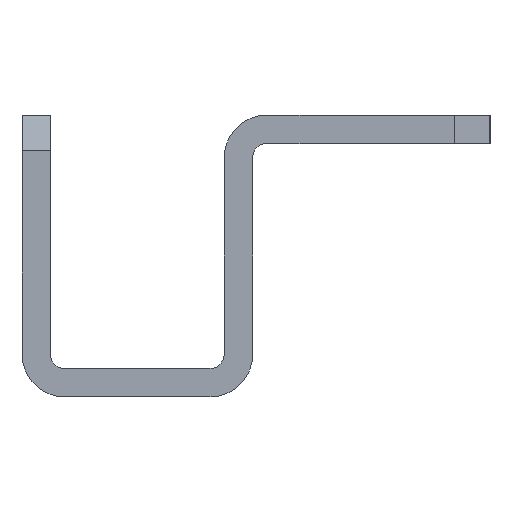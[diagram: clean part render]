
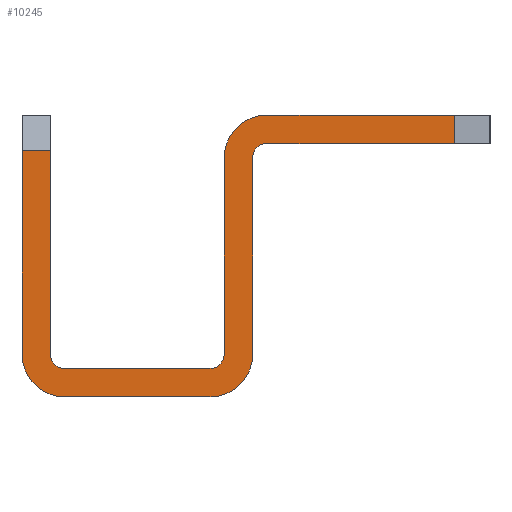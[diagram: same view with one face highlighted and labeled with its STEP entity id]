
A CAD part, left-side view. The second image highlights one B-rep face of the part: STEP entity #10245.
In plain terms, the highlighted planar face has unit normal (-1, 0, 0).
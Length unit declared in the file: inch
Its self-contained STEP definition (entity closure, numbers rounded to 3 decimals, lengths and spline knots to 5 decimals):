
#8892=CARTESIAN_POINT('',(-17.375,0.486,0.18));
#8893=VERTEX_POINT('',#8892);
#8900=CARTESIAN_POINT('',(-17.375,0.486,1.038));
#8901=VERTEX_POINT('',#8900);
#8902=CARTESIAN_POINT('',(-17.375,0.486,0.18));
#8903=DIRECTION('',(0.0,0.0,1.0));
#8904=VECTOR('',#8903,0.858);
#8905=LINE('',#8902,#8904);
#8906=EDGE_CURVE('',#8893,#8901,#8905,.T.);
#9353=CARTESIAN_POINT('',(-17.375,-0.546,1.188));
#9354=VERTEX_POINT('',#9353);
#9361=CARTESIAN_POINT('',(-17.375,-1.336,1.188));
#9362=VERTEX_POINT('',#9361);
#9363=CARTESIAN_POINT('',(-17.375,-0.546,1.188));
#9364=DIRECTION('',(0.0,-1.0,0.0));
#9365=VECTOR('',#9364,0.79);
#9366=LINE('',#9363,#9365);
#9367=EDGE_CURVE('',#9354,#9362,#9366,.T.);
#9735=CARTESIAN_POINT('',(-17.375,0.366,1.038));
#9736=VERTEX_POINT('',#9735);
#9737=CARTESIAN_POINT('',(-17.375,0.486,1.038));
#9738=DIRECTION('',(0.0,-1.0,0.0));
#9739=VECTOR('',#9738,0.12);
#9740=LINE('',#9737,#9739);
#9741=EDGE_CURVE('',#8901,#9736,#9740,.T.);
#9761=CARTESIAN_POINT('',(-17.375,0.366,0.18));
#9762=VERTEX_POINT('',#9761);
#9763=CARTESIAN_POINT('',(-17.375,0.366,0.18));
#9764=DIRECTION('',(0.0,0.0,1.0));
#9765=VECTOR('',#9764,0.858);
#9766=LINE('',#9763,#9765);
#9767=EDGE_CURVE('',#9762,#9736,#9766,.T.);
#10136=CARTESIAN_POINT('',(-17.375,-0.366,1.188));
#10137=DIRECTION('',(-1.0,0.0,0.0));
#10138=DIRECTION('',(0.0,0.0,1.0));
#10139=AXIS2_PLACEMENT_3D('',#10136,#10137,#10138);
#10140=PLANE('',#10139);
#10141=ORIENTED_EDGE('',*,*,#9741,.F.);
#10142=ORIENTED_EDGE('',*,*,#8906,.F.);
#10143=CARTESIAN_POINT('',(-17.375,0.306,0.0));
#10144=VERTEX_POINT('',#10143);
#10145=CARTESIAN_POINT('',(-17.375,0.306,0.18));
#10146=DIRECTION('',(1.0,0.0,0.0));
#10147=DIRECTION('',(0.0,0.0,-1.0));
#10148=AXIS2_PLACEMENT_3D('',#10145,#10146,#10147);
#10149=CIRCLE('',#10148,0.18);
#10150=EDGE_CURVE('',#10144,#8893,#10149,.T.);
#10151=ORIENTED_EDGE('',*,*,#10150,.F.);
#10152=CARTESIAN_POINT('',(-17.375,-0.306,0.0));
#10153=VERTEX_POINT('',#10152);
#10154=CARTESIAN_POINT('',(-17.375,-0.306,0.0));
#10155=DIRECTION('',(0.0,1.0,0.0));
#10156=VECTOR('',#10155,0.612);
#10157=LINE('',#10154,#10156);
#10158=EDGE_CURVE('',#10153,#10144,#10157,.T.);
#10159=ORIENTED_EDGE('',*,*,#10158,.F.);
#10160=CARTESIAN_POINT('',(-17.375,-0.486,0.18));
#10161=VERTEX_POINT('',#10160);
#10162=CARTESIAN_POINT('',(-17.375,-0.306,0.18));
#10163=DIRECTION('',(-1.0,0.0,0.0));
#10164=DIRECTION('',(0.0,0.0,-1.0));
#10165=AXIS2_PLACEMENT_3D('',#10162,#10163,#10164);
#10166=CIRCLE('',#10165,0.18);
#10167=EDGE_CURVE('',#10153,#10161,#10166,.T.);
#10168=ORIENTED_EDGE('',*,*,#10167,.T.);
#10169=CARTESIAN_POINT('',(-17.375,-0.486,1.008));
#10170=VERTEX_POINT('',#10169);
#10171=CARTESIAN_POINT('',(-17.375,-0.486,1.008));
#10172=DIRECTION('',(0.0,0.0,-1.0));
#10173=VECTOR('',#10172,0.828);
#10174=LINE('',#10171,#10173);
#10175=EDGE_CURVE('',#10170,#10161,#10174,.T.);
#10176=ORIENTED_EDGE('',*,*,#10175,.F.);
#10177=CARTESIAN_POINT('',(-17.375,-0.546,1.068));
#10178=VERTEX_POINT('',#10177);
#10179=CARTESIAN_POINT('',(-17.375,-0.546,1.008));
#10180=DIRECTION('',(1.0,0.0,0.0));
#10181=DIRECTION('',(0.0,1.0,0.0));
#10182=AXIS2_PLACEMENT_3D('',#10179,#10180,#10181);
#10183=CIRCLE('',#10182,0.06);
#10184=EDGE_CURVE('',#10170,#10178,#10183,.T.);
#10185=ORIENTED_EDGE('',*,*,#10184,.T.);
#10186=CARTESIAN_POINT('',(-17.375,-1.336,1.068));
#10187=VERTEX_POINT('',#10186);
#10188=CARTESIAN_POINT('',(-17.375,-0.546,1.068));
#10189=DIRECTION('',(0.0,-1.0,0.0));
#10190=VECTOR('',#10189,0.79);
#10191=LINE('',#10188,#10190);
#10192=EDGE_CURVE('',#10178,#10187,#10191,.T.);
#10193=ORIENTED_EDGE('',*,*,#10192,.T.);
#10194=CARTESIAN_POINT('',(-17.375,-1.336,1.188));
#10195=DIRECTION('',(0.0,0.0,-1.0));
#10196=VECTOR('',#10195,0.12);
#10197=LINE('',#10194,#10196);
#10198=EDGE_CURVE('',#9362,#10187,#10197,.T.);
#10199=ORIENTED_EDGE('',*,*,#10198,.F.);
#10200=ORIENTED_EDGE('',*,*,#9367,.F.);
#10201=CARTESIAN_POINT('',(-17.375,-0.366,1.008));
#10202=VERTEX_POINT('',#10201);
#10203=CARTESIAN_POINT('',(-17.375,-0.546,1.008));
#10204=DIRECTION('',(1.0,0.0,0.0));
#10205=DIRECTION('',(0.0,1.0,0.0));
#10206=AXIS2_PLACEMENT_3D('',#10203,#10204,#10205);
#10207=CIRCLE('',#10206,0.18);
#10208=EDGE_CURVE('',#10202,#9354,#10207,.T.);
#10209=ORIENTED_EDGE('',*,*,#10208,.F.);
#10210=CARTESIAN_POINT('',(-17.375,-0.366,0.18));
#10211=VERTEX_POINT('',#10210);
#10212=CARTESIAN_POINT('',(-17.375,-0.366,1.008));
#10213=DIRECTION('',(0.0,0.0,-1.0));
#10214=VECTOR('',#10213,0.828);
#10215=LINE('',#10212,#10214);
#10216=EDGE_CURVE('',#10202,#10211,#10215,.T.);
#10217=ORIENTED_EDGE('',*,*,#10216,.T.);
#10218=CARTESIAN_POINT('',(-17.375,-0.306,0.12));
#10219=VERTEX_POINT('',#10218);
#10220=CARTESIAN_POINT('',(-17.375,-0.306,0.18));
#10221=DIRECTION('',(-1.0,0.0,0.0));
#10222=DIRECTION('',(0.0,0.0,-1.0));
#10223=AXIS2_PLACEMENT_3D('',#10220,#10221,#10222);
#10224=CIRCLE('',#10223,0.06);
#10225=EDGE_CURVE('',#10219,#10211,#10224,.T.);
#10226=ORIENTED_EDGE('',*,*,#10225,.F.);
#10227=CARTESIAN_POINT('',(-17.375,0.306,0.12));
#10228=VERTEX_POINT('',#10227);
#10229=CARTESIAN_POINT('',(-17.375,-0.306,0.12));
#10230=DIRECTION('',(0.0,1.0,0.0));
#10231=VECTOR('',#10230,0.612);
#10232=LINE('',#10229,#10231);
#10233=EDGE_CURVE('',#10219,#10228,#10232,.T.);
#10234=ORIENTED_EDGE('',*,*,#10233,.T.);
#10235=CARTESIAN_POINT('',(-17.375,0.306,0.18));
#10236=DIRECTION('',(1.0,0.0,0.0));
#10237=DIRECTION('',(0.0,0.0,-1.0));
#10238=AXIS2_PLACEMENT_3D('',#10235,#10236,#10237);
#10239=CIRCLE('',#10238,0.06);
#10240=EDGE_CURVE('',#10228,#9762,#10239,.T.);
#10241=ORIENTED_EDGE('',*,*,#10240,.T.);
#10242=ORIENTED_EDGE('',*,*,#9767,.T.);
#10243=EDGE_LOOP('',(#10141,#10142,#10151,#10159,#10168,#10176,#10185,#10193,#10199,#10200,#10209,#10217,#10226,#10234,#10241,#10242));
#10244=FACE_OUTER_BOUND('',#10243,.T.);
#10245=ADVANCED_FACE('',(#10244),#10140,.T.);
